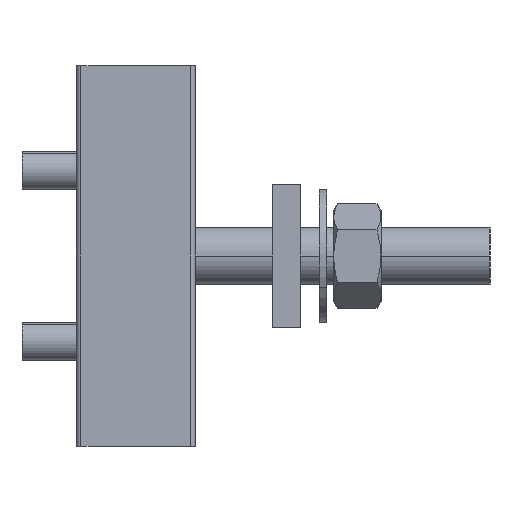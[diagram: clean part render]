
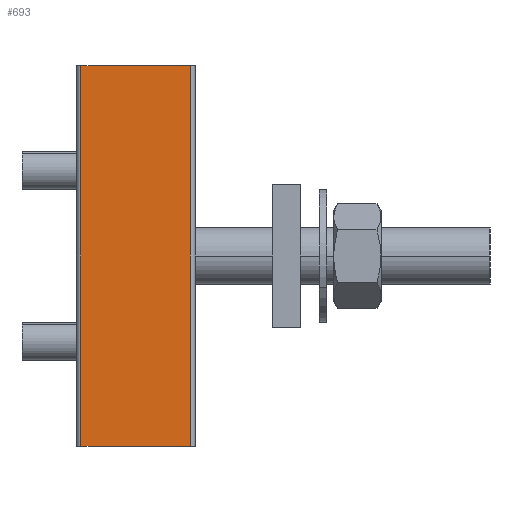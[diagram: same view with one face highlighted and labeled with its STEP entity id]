
A CAD part, left-side view. The second image highlights one B-rep face of the part: STEP entity #693.
In plain terms, the highlighted planar face has unit normal (-1, 0, 0).
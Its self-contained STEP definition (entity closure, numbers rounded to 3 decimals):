
#400=CARTESIAN_POINT('Vertex',(-358.,-14.,246.)) ;
#426=CARTESIAN_POINT('Vertex',(-358.,9.,246.)) ;
#429=CARTESIAN_POINT('Line Origine',(-358.,-2.5,246.)) ;
#478=CARTESIAN_POINT('Vertex',(-358.,-14.,166.)) ;
#481=CARTESIAN_POINT('Line Origine',(-358.,-14.,206.)) ;
#670=CARTESIAN_POINT('Axis2P3D Location',(-358.,10.,206.)) ;
#675=CARTESIAN_POINT('Line Origine',(-358.,9.,206.)) ;
#679=CARTESIAN_POINT('Vertex',(-358.,9.,166.)) ;
#682=CARTESIAN_POINT('Line Origine',(-358.,-2.5,166.)) ;
#430=DIRECTION('Vector Direction',(0.,-1.,0.)) ;
#482=DIRECTION('Vector Direction',(0.,0.,-1.)) ;
#671=DIRECTION('Axis2P3D Direction',(1.,0.,0.)) ;
#672=DIRECTION('Axis2P3D XDirection',(0.,-1.,0.)) ;
#676=DIRECTION('Vector Direction',(0.,0.,-1.)) ;
#683=DIRECTION('Vector Direction',(0.,-1.,0.)) ;
#673=AXIS2_PLACEMENT_3D('Plane Axis2P3D',#670,#671,#672) ;
#688=ORIENTED_EDGE('',*,*,#485,.F.) ;
#689=ORIENTED_EDGE('',*,*,#433,.T.) ;
#690=ORIENTED_EDGE('',*,*,#681,.T.) ;
#691=ORIENTED_EDGE('',*,*,#686,.F.) ;
#431=VECTOR('Line Direction',#430,1.) ;
#483=VECTOR('Line Direction',#482,1.) ;
#677=VECTOR('Line Direction',#676,1.) ;
#684=VECTOR('Line Direction',#683,1.) ;
#693=ADVANCED_FACE('Body.2',(#692),#674,.F.) ;
#433=EDGE_CURVE('',#401,#427,#432,.F.) ;
#485=EDGE_CURVE('',#401,#479,#484,.T.) ;
#681=EDGE_CURVE('',#427,#680,#678,.T.) ;
#686=EDGE_CURVE('',#479,#680,#685,.F.) ;
#687=EDGE_LOOP('',(#688,#689,#690,#691)) ;
#692=FACE_OUTER_BOUND('',#687,.T.) ;
#432=LINE('Line',#429,#431) ;
#484=LINE('Line',#481,#483) ;
#678=LINE('Line',#675,#677) ;
#685=LINE('Line',#682,#684) ;
#674=PLANE('',#673) ;
#401=VERTEX_POINT('',#400) ;
#427=VERTEX_POINT('',#426) ;
#479=VERTEX_POINT('',#478) ;
#680=VERTEX_POINT('',#679) ;
